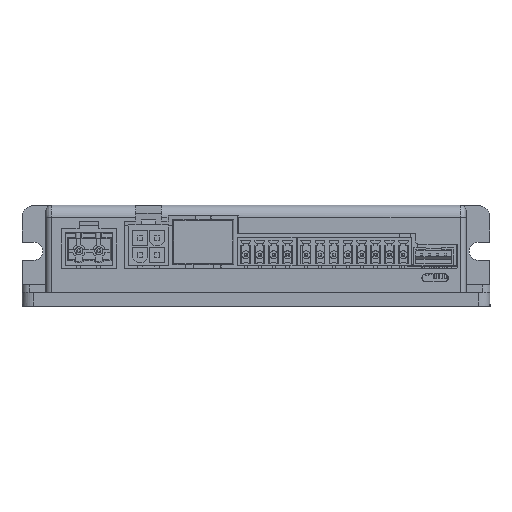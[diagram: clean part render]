
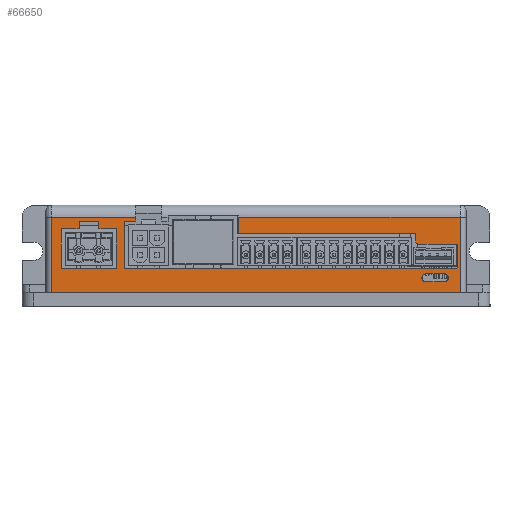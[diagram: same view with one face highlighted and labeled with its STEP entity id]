
A CAD part, top view. The second image highlights one B-rep face of the part: STEP entity #66650.
In plain terms, the highlighted planar face has unit normal (0, 0, 1).
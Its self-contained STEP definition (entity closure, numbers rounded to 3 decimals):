
#62851 = VERTEX_POINT('',#62852);
#62852 = CARTESIAN_POINT('',(-4.425,14.3,2.5));
#62859 = EDGE_CURVE('',#62851,#62860,#62862,.T.);
#62860 = VERTEX_POINT('',#62861);
#62861 = CARTESIAN_POINT('',(51.5,14.3,2.5));
#62862 = LINE('',#62863,#62864);
#62863 = CARTESIAN_POINT('',(13.8,14.3,2.5));
#62864 = VECTOR('',#62865,1.);
#62865 = DIRECTION('',(1.,0.,0.));
#63885 = VERTEX_POINT('',#63886);
#63886 = CARTESIAN_POINT('',(-4.425,10.24,2.5));
#63892 = EDGE_CURVE('',#63885,#62851,#63893,.T.);
#63893 = LINE('',#63894,#63895);
#63894 = CARTESIAN_POINT('',(-4.425,12.47,2.5));
#63895 = VECTOR('',#63896,1.);
#63896 = DIRECTION('',(0.,1.,0.));
#63981 = VERTEX_POINT('',#63982);
#63982 = CARTESIAN_POINT('',(-30.3,14.3,2.5));
#63989 = EDGE_CURVE('',#63981,#63990,#63992,.T.);
#63990 = VERTEX_POINT('',#63991);
#63991 = CARTESIAN_POINT('',(-30.3,13.3,2.5));
#63992 = LINE('',#63993,#63994);
#63993 = CARTESIAN_POINT('',(-30.3,15.32,2.5));
#63994 = VECTOR('',#63995,1.);
#63995 = DIRECTION('',(0.,-1.,0.));
#64024 = VERTEX_POINT('',#64025);
#64025 = CARTESIAN_POINT('',(-51.5,14.3,2.5));
#64032 = EDGE_CURVE('',#64024,#63981,#64033,.T.);
#64033 = LINE('',#64034,#64035);
#64034 = CARTESIAN_POINT('',(-40.9,14.3,2.5));
#64035 = VECTOR('',#64036,1.);
#64036 = DIRECTION('',(1.,0.,0.));
#66650 = ADVANCED_FACE('',(#66651,#66760,#66796),#66862,.T.);
#66651 = FACE_BOUND('',#66652,.T.);
#66652 = EDGE_LOOP('',(#66653,#66654,#66662,#66670,#66679,#66687,#66696,
    #66704,#66713,#66721,#66729,#66735,#66736,#66737,#66745,#66753,
    #66759));
#66653 = ORIENTED_EDGE('',*,*,#63892,.F.);
#66654 = ORIENTED_EDGE('',*,*,#66655,.T.);
#66655 = EDGE_CURVE('',#63885,#66656,#66658,.T.);
#66656 = VERTEX_POINT('',#66657);
#66657 = CARTESIAN_POINT('',(40.3,10.24,2.5));
#66658 = LINE('',#66659,#66660);
#66659 = CARTESIAN_POINT('',(0.,10.24,2.5));
#66660 = VECTOR('',#66661,1.);
#66661 = DIRECTION('',(1.,0.,0.));
#66662 = ORIENTED_EDGE('',*,*,#66663,.T.);
#66663 = EDGE_CURVE('',#66656,#66664,#66666,.T.);
#66664 = VERTEX_POINT('',#66665);
#66665 = CARTESIAN_POINT('',(40.3,8.,2.5));
#66666 = LINE('',#66667,#66668);
#66667 = CARTESIAN_POINT('',(40.3,4.8,2.5));
#66668 = VECTOR('',#66669,1.);
#66669 = DIRECTION('',(-0.,-1.,-0.));
#66670 = ORIENTED_EDGE('',*,*,#66671,.F.);
#66671 = EDGE_CURVE('',#66672,#66664,#66674,.T.);
#66672 = VERTEX_POINT('',#66673);
#66673 = CARTESIAN_POINT('',(40.8,7.5,2.5));
#66674 = CIRCLE('',#66675,0.5);
#66675 = AXIS2_PLACEMENT_3D('',#66676,#66677,#66678);
#66676 = CARTESIAN_POINT('',(40.8,8.,2.5));
#66677 = DIRECTION('',(0.,0.,-1.));
#66678 = DIRECTION('',(1.,0.,0.));
#66679 = ORIENTED_EDGE('',*,*,#66680,.T.);
#66680 = EDGE_CURVE('',#66672,#66681,#66683,.T.);
#66681 = VERTEX_POINT('',#66682);
#66682 = CARTESIAN_POINT('',(50.3,7.5,2.5));
#66683 = LINE('',#66684,#66685);
#66684 = CARTESIAN_POINT('',(0.,7.5,2.5));
#66685 = VECTOR('',#66686,1.);
#66686 = DIRECTION('',(1.,0.,0.));
#66687 = ORIENTED_EDGE('',*,*,#66688,.F.);
#66688 = EDGE_CURVE('',#66689,#66681,#66691,.T.);
#66689 = VERTEX_POINT('',#66690);
#66690 = CARTESIAN_POINT('',(50.8,7.,2.5));
#66691 = CIRCLE('',#66692,0.5);
#66692 = AXIS2_PLACEMENT_3D('',#66693,#66694,#66695);
#66693 = CARTESIAN_POINT('',(50.3,7.,2.5));
#66694 = DIRECTION('',(0.,0.,1.));
#66695 = DIRECTION('',(-1.,0.,0.));
#66696 = ORIENTED_EDGE('',*,*,#66697,.T.);
#66697 = EDGE_CURVE('',#66689,#66698,#66700,.T.);
#66698 = VERTEX_POINT('',#66699);
#66699 = CARTESIAN_POINT('',(50.8,1.8,2.5));
#66700 = LINE('',#66701,#66702);
#66701 = CARTESIAN_POINT('',(50.8,4.8,2.5));
#66702 = VECTOR('',#66703,1.);
#66703 = DIRECTION('',(-0.,-1.,-0.));
#66704 = ORIENTED_EDGE('',*,*,#66705,.F.);
#66705 = EDGE_CURVE('',#66706,#66698,#66708,.T.);
#66706 = VERTEX_POINT('',#66707);
#66707 = CARTESIAN_POINT('',(50.3,1.3,2.5));
#66708 = CIRCLE('',#66709,0.5);
#66709 = AXIS2_PLACEMENT_3D('',#66710,#66711,#66712);
#66710 = CARTESIAN_POINT('',(50.3,1.8,2.5));
#66711 = DIRECTION('',(0.,0.,1.));
#66712 = DIRECTION('',(-1.,0.,0.));
#66713 = ORIENTED_EDGE('',*,*,#66714,.T.);
#66714 = EDGE_CURVE('',#66706,#66715,#66717,.T.);
#66715 = VERTEX_POINT('',#66716);
#66716 = CARTESIAN_POINT('',(-33.15,1.3,2.5));
#66717 = LINE('',#66718,#66719);
#66718 = CARTESIAN_POINT('',(0.,1.3,2.5));
#66719 = VECTOR('',#66720,1.);
#66720 = DIRECTION('',(-1.,-0.,-0.));
#66721 = ORIENTED_EDGE('',*,*,#66722,.T.);
#66722 = EDGE_CURVE('',#66715,#66723,#66725,.T.);
#66723 = VERTEX_POINT('',#66724);
#66724 = CARTESIAN_POINT('',(-33.15,13.3,2.5));
#66725 = LINE('',#66726,#66727);
#66726 = CARTESIAN_POINT('',(-33.15,4.8,2.5));
#66727 = VECTOR('',#66728,1.);
#66728 = DIRECTION('',(0.,1.,0.));
#66729 = ORIENTED_EDGE('',*,*,#66730,.T.);
#66730 = EDGE_CURVE('',#66723,#63990,#66731,.T.);
#66731 = LINE('',#66732,#66733);
#66732 = CARTESIAN_POINT('',(0.,13.3,2.5));
#66733 = VECTOR('',#66734,1.);
#66734 = DIRECTION('',(1.,0.,0.));
#66735 = ORIENTED_EDGE('',*,*,#63989,.F.);
#66736 = ORIENTED_EDGE('',*,*,#64032,.F.);
#66737 = ORIENTED_EDGE('',*,*,#66738,.T.);
#66738 = EDGE_CURVE('',#64024,#66739,#66741,.T.);
#66739 = VERTEX_POINT('',#66740);
#66740 = CARTESIAN_POINT('',(-51.5,-4.7,2.5));
#66741 = LINE('',#66742,#66743);
#66742 = CARTESIAN_POINT('',(-51.5,4.8,2.5));
#66743 = VECTOR('',#66744,1.);
#66744 = DIRECTION('',(-0.,-1.,-0.));
#66745 = ORIENTED_EDGE('',*,*,#66746,.T.);
#66746 = EDGE_CURVE('',#66739,#66747,#66749,.T.);
#66747 = VERTEX_POINT('',#66748);
#66748 = CARTESIAN_POINT('',(51.5,-4.7,2.5));
#66749 = LINE('',#66750,#66751);
#66750 = CARTESIAN_POINT('',(0.,-4.7,2.5));
#66751 = VECTOR('',#66752,1.);
#66752 = DIRECTION('',(1.,0.,0.));
#66753 = ORIENTED_EDGE('',*,*,#66754,.T.);
#66754 = EDGE_CURVE('',#66747,#62860,#66755,.T.);
#66755 = LINE('',#66756,#66757);
#66756 = CARTESIAN_POINT('',(51.5,4.8,2.5));
#66757 = VECTOR('',#66758,1.);
#66758 = DIRECTION('',(0.,1.,0.));
#66759 = ORIENTED_EDGE('',*,*,#62859,.F.);
#66760 = FACE_BOUND('',#66761,.T.);
#66761 = EDGE_LOOP('',(#66762,#66773,#66781,#66790));
#66762 = ORIENTED_EDGE('',*,*,#66763,.T.);
#66763 = EDGE_CURVE('',#66764,#66766,#66768,.T.);
#66764 = VERTEX_POINT('',#66765);
#66765 = CARTESIAN_POINT('',(47.5,0.,2.5));
#66766 = VERTEX_POINT('',#66767);
#66767 = CARTESIAN_POINT('',(47.5,-2.,2.5));
#66768 = CIRCLE('',#66769,1.);
#66769 = AXIS2_PLACEMENT_3D('',#66770,#66771,#66772);
#66770 = CARTESIAN_POINT('',(47.5,-1.,2.5));
#66771 = DIRECTION('',(0.,0.,-1.));
#66772 = DIRECTION('',(-1.,0.,0.));
#66773 = ORIENTED_EDGE('',*,*,#66774,.T.);
#66774 = EDGE_CURVE('',#66766,#66775,#66777,.T.);
#66775 = VERTEX_POINT('',#66776);
#66776 = CARTESIAN_POINT('',(42.8,-2.,2.5));
#66777 = LINE('',#66778,#66779);
#66778 = CARTESIAN_POINT('',(0.,-2.,2.5));
#66779 = VECTOR('',#66780,1.);
#66780 = DIRECTION('',(-1.,-0.,-0.));
#66781 = ORIENTED_EDGE('',*,*,#66782,.T.);
#66782 = EDGE_CURVE('',#66775,#66783,#66785,.T.);
#66783 = VERTEX_POINT('',#66784);
#66784 = CARTESIAN_POINT('',(42.8,0.,2.5));
#66785 = CIRCLE('',#66786,1.);
#66786 = AXIS2_PLACEMENT_3D('',#66787,#66788,#66789);
#66787 = CARTESIAN_POINT('',(42.8,-1.,2.5));
#66788 = DIRECTION('',(0.,0.,-1.));
#66789 = DIRECTION('',(1.,0.,0.));
#66790 = ORIENTED_EDGE('',*,*,#66791,.T.);
#66791 = EDGE_CURVE('',#66783,#66764,#66792,.T.);
#66792 = LINE('',#66793,#66794);
#66793 = CARTESIAN_POINT('',(0.,0.,2.5));
#66794 = VECTOR('',#66795,1.);
#66795 = DIRECTION('',(1.,0.,0.));
#66796 = FACE_BOUND('',#66797,.T.);
#66797 = EDGE_LOOP('',(#66798,#66808,#66816,#66824,#66832,#66840,#66848,
    #66856));
#66798 = ORIENTED_EDGE('',*,*,#66799,.T.);
#66799 = EDGE_CURVE('',#66800,#66802,#66804,.T.);
#66800 = VERTEX_POINT('',#66801);
#66801 = CARTESIAN_POINT('',(-44.602,13.3,2.5));
#66802 = VERTEX_POINT('',#66803);
#66803 = CARTESIAN_POINT('',(-39.602,13.3,2.5));
#66804 = LINE('',#66805,#66806);
#66805 = CARTESIAN_POINT('',(0.,13.3,2.5));
#66806 = VECTOR('',#66807,1.);
#66807 = DIRECTION('',(1.,0.,0.));
#66808 = ORIENTED_EDGE('',*,*,#66809,.T.);
#66809 = EDGE_CURVE('',#66802,#66810,#66812,.T.);
#66810 = VERTEX_POINT('',#66811);
#66811 = CARTESIAN_POINT('',(-39.602,11.382,2.5));
#66812 = LINE('',#66813,#66814);
#66813 = CARTESIAN_POINT('',(-39.602,4.8,2.5));
#66814 = VECTOR('',#66815,1.);
#66815 = DIRECTION('',(-0.,-1.,-0.));
#66816 = ORIENTED_EDGE('',*,*,#66817,.T.);
#66817 = EDGE_CURVE('',#66810,#66818,#66820,.T.);
#66818 = VERTEX_POINT('',#66819);
#66819 = CARTESIAN_POINT('',(-35.107,11.382,2.5));
#66820 = LINE('',#66821,#66822);
#66821 = CARTESIAN_POINT('',(0.,11.382,2.5));
#66822 = VECTOR('',#66823,1.);
#66823 = DIRECTION('',(1.,0.,0.));
#66824 = ORIENTED_EDGE('',*,*,#66825,.T.);
#66825 = EDGE_CURVE('',#66818,#66826,#66828,.T.);
#66826 = VERTEX_POINT('',#66827);
#66827 = CARTESIAN_POINT('',(-35.107,1.3,2.5));
#66828 = LINE('',#66829,#66830);
#66829 = CARTESIAN_POINT('',(-35.107,4.8,2.5));
#66830 = VECTOR('',#66831,1.);
#66831 = DIRECTION('',(-0.,-1.,-0.));
#66832 = ORIENTED_EDGE('',*,*,#66833,.T.);
#66833 = EDGE_CURVE('',#66826,#66834,#66836,.T.);
#66834 = VERTEX_POINT('',#66835);
#66835 = CARTESIAN_POINT('',(-49.096,1.3,2.5));
#66836 = LINE('',#66837,#66838);
#66837 = CARTESIAN_POINT('',(0.,1.3,2.5));
#66838 = VECTOR('',#66839,1.);
#66839 = DIRECTION('',(-1.,-0.,-0.));
#66840 = ORIENTED_EDGE('',*,*,#66841,.T.);
#66841 = EDGE_CURVE('',#66834,#66842,#66844,.T.);
#66842 = VERTEX_POINT('',#66843);
#66843 = CARTESIAN_POINT('',(-49.096,11.382,2.5));
#66844 = LINE('',#66845,#66846);
#66845 = CARTESIAN_POINT('',(-49.096,4.8,2.5));
#66846 = VECTOR('',#66847,1.);
#66847 = DIRECTION('',(0.,1.,0.));
#66848 = ORIENTED_EDGE('',*,*,#66849,.T.);
#66849 = EDGE_CURVE('',#66842,#66850,#66852,.T.);
#66850 = VERTEX_POINT('',#66851);
#66851 = CARTESIAN_POINT('',(-44.602,11.382,2.5));
#66852 = LINE('',#66853,#66854);
#66853 = CARTESIAN_POINT('',(0.,11.382,2.5));
#66854 = VECTOR('',#66855,1.);
#66855 = DIRECTION('',(1.,0.,0.));
#66856 = ORIENTED_EDGE('',*,*,#66857,.T.);
#66857 = EDGE_CURVE('',#66850,#66800,#66858,.T.);
#66858 = LINE('',#66859,#66860);
#66859 = CARTESIAN_POINT('',(-44.602,4.8,2.5));
#66860 = VECTOR('',#66861,1.);
#66861 = DIRECTION('',(0.,1.,0.));
#66862 = PLANE('',#66863);
#66863 = AXIS2_PLACEMENT_3D('',#66864,#66865,#66866);
#66864 = CARTESIAN_POINT('',(-51.5,-4.7,2.5));
#66865 = DIRECTION('',(0.,0.,1.));
#66866 = DIRECTION('',(1.,0.,-0.));
